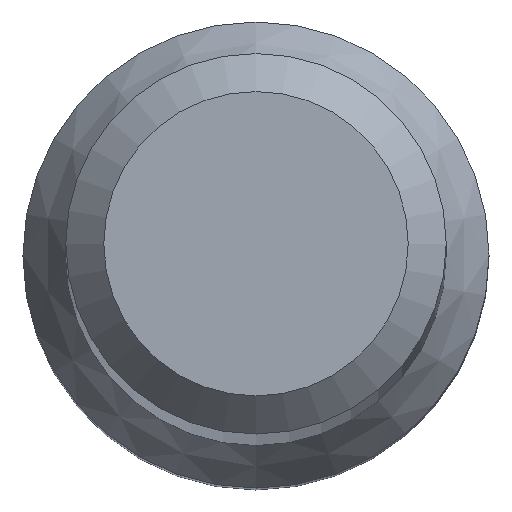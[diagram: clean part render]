
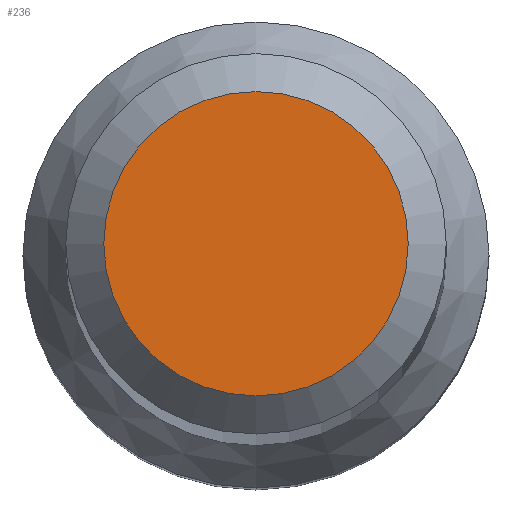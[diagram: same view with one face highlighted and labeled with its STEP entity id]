
A CAD part, top view. The second image highlights one B-rep face of the part: STEP entity #236.
In plain terms, the highlighted planar face has unit normal (0, 0, 1).
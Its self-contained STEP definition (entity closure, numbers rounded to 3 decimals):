
#1 = CARTESIAN_POINT ( 'NONE',  ( 0., 1.6, 80. ) ) ;
#16 = AXIS2_PLACEMENT_3D ( 'NONE', #227, #178, #102 ) ;
#83 = PLANE ( 'NONE',  #186 ) ;
#91 = VERTEX_POINT ( 'NONE', #1 ) ;
#102 = DIRECTION ( 'NONE',  ( 0., 1., 0. ) ) ;
#119 = EDGE_CURVE ( 'NONE', #91, #91, #161, .T. ) ;
#144 = CARTESIAN_POINT ( 'NONE',  ( 0., 0., 80. ) ) ;
#161 = CIRCLE ( 'NONE', #16, 1.6 ) ;
#162 = DIRECTION ( 'NONE',  ( 0., 0., -1. ) ) ;
#178 = DIRECTION ( 'NONE',  ( 0., 0., -1. ) ) ;
#180 = FACE_OUTER_BOUND ( 'NONE', #228, .T. ) ;
#184 = DIRECTION ( 'NONE',  ( 0., 1., 0. ) ) ;
#186 = AXIS2_PLACEMENT_3D ( 'NONE', #144, #162, #184 ) ;
#215 = ORIENTED_EDGE ( 'NONE', *, *, #119, .F. ) ;
#227 = CARTESIAN_POINT ( 'NONE',  ( 0., 0., 80. ) ) ;
#228 = EDGE_LOOP ( 'NONE', ( #215 ) ) ;
#236 = ADVANCED_FACE ( 'NONE', ( #180 ), #83, .F. ) ;
